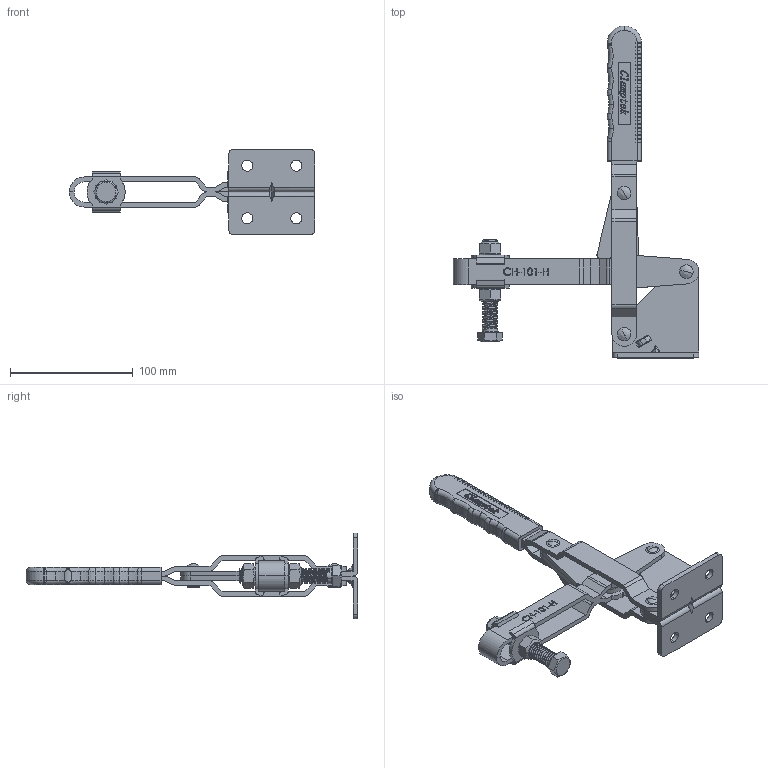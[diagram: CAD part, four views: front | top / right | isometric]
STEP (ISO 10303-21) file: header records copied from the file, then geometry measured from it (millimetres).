
FILE_DESCRIPTION (( 'STEP AP203' ), '1' );
FILE_NAME ('CH-101-H.STEP', '2010-06-04T08:54:49', ( '微软用户' ), ( '微软中国' ), 'SwSTEP 2.0', 'SolidWorks 2008', '' );
FILE_SCHEMA (( 'CONFIG_CONTROL_DESIGN' ));
Products named in the file (10): CH-101-H; CH-101-H-02 U-BAR_默认; CH-FW-120_默认; CH-101-H-04 CONNECTING-PLATE_默认; CH-101-H-03 STRAIGHT HANDLE_默认; CH-101-H-05_默认; CH-101-H-01 FLANGED BASE_默认; CH-101-H-06_默认; CH-SA-12300 SPINDLE SUPPLIED_默认; CH-SA-12300 Nut_默认
Assembly tree (15 placements, depth 2):
  CH-101-H
    CH-101-H-02 U-BAR_默认
    CH-FW-120_默认  x2
    CH-101-H-05_默认  x4
    CH-101-H-03 STRAIGHT HANDLE_默认
    CH-101-H-01 FLANGED BASE_默认
    CH-SA-12300 SPINDLE SUPPLIED_默认
    CH-101-H-04 CONNECTING-PLATE_默认  x2
    CH-SA-12300 Nut_默认  x2
    CH-101-H-06_默认
Bounding box: 200 x 270.46 x 70 mm (x, y, z)
Volume: 182221.3 mm3; surface area: 111139.9 mm2
Topology: 17 solids, 17 shells, 1571 faces, 4154 edges, 2660 vertices
Faces by surface type: plane 635, cylinder 455, bspline 328, torus 114, cone 33, sphere 6
Entity records: 62686 total; most frequent: CARTESIAN_POINT 27385, ORIENTED_EDGE 7742, DIRECTION 6095, EDGE_CURVE 3871, VERTEX_POINT 2486, VECTOR 2245, LINE 2245, AXIS2_PLACEMENT_3D 1925
